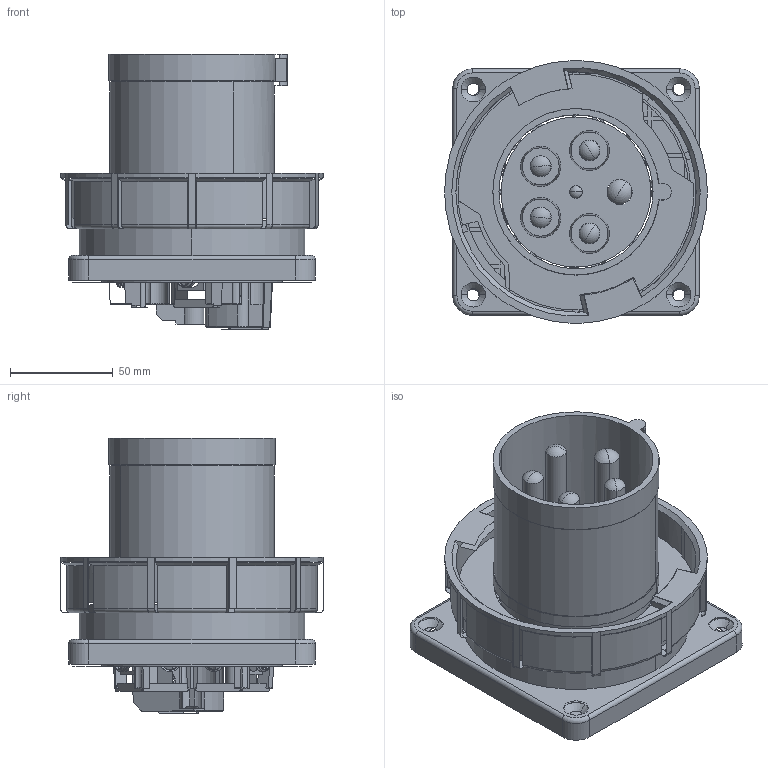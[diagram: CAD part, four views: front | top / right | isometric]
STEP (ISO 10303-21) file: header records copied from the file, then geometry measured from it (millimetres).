
FILE_DESCRIPTION((''),'2;1');
FILE_NAME('RS-5452','2023-03-15T09:52:56',('Administrator'),(''),'CREO PARAMETRIC BY PTC INC, 2021063','CREO PARAMETRIC BY PTC INC, 2021063','');
FILE_SCHEMA(('AUTOMOTIVE_DESIGN { 1 0 10303 214 1 1 1 1 }'));
Length unit declared in the file: millimetre
Products named in the file (1): RS-5452
Bounding box: 128 x 128 x 134.2 mm (x, y, z)
Surface area: 123055.5 mm2 (no closed solid volume)
Topology: 0 solids, 38 shells, 286 faces, 1675 edges, 1391 vertices
Faces by surface type: plane 111, cylinder 97, cone 36, torus 17, sphere 13, bspline 12
Entity records: 23798 total; most frequent: CARTESIAN_POINT 10181, DIRECTION 2473, ORIENTED_EDGE 2074, EDGE_CURVE 1663, VERTEX_POINT 1391, COLOUR_RGB 1169, AXIS2_PLACEMENT_3D 855, VECTOR 763
